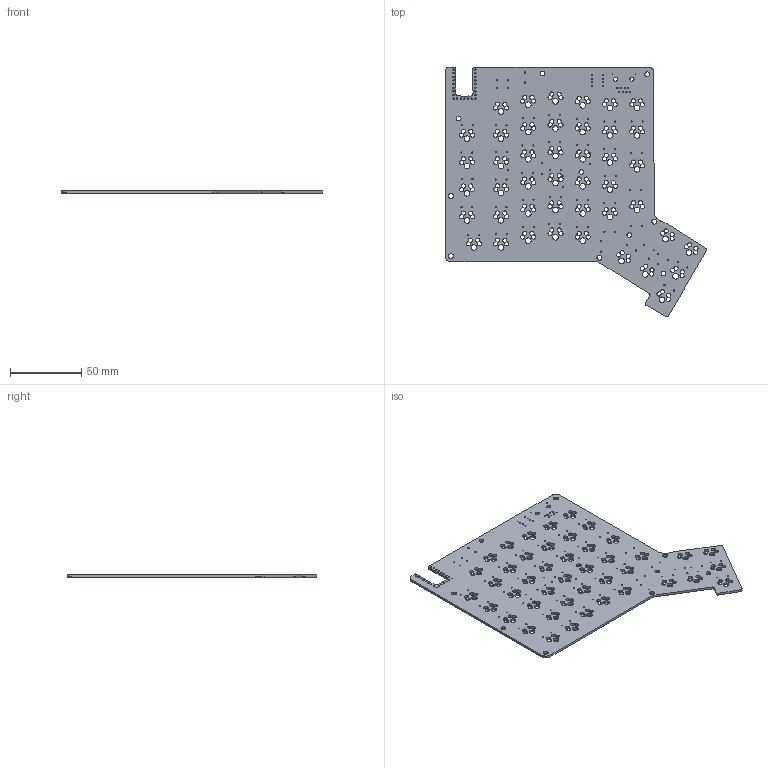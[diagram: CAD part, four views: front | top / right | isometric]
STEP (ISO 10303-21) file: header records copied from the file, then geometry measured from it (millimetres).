
FILE_DESCRIPTION(('KiCad electronic assembly'),'2;1');
FILE_NAME('pcb.step','2023-12-02T10:27:28',('Pcbnew'),('Kicad'), 'Open CASCADE STEP processor 7.7','KiCad to STEP converter','Unknown' );
FILE_SCHEMA(('AUTOMOTIVE_DESIGN { 1 0 10303 214 1 1 1 1 }'));
Length unit declared in the file: millimetre
Products named in the file (2): pcb 1; pcb PCB
Assembly tree (1 placements, depth 2):
  pcb 1
    pcb PCB
Bounding box: 183.2 x 174.84 x 1.6 mm (x, y, z)
Volume: 31616.2 mm3; surface area: 44667.8 mm2
Topology: 1 solids, 1 shells, 730 faces, 2184 edges, 1456 vertices
Faces by surface type: cylinder 541, plane 189
Full cylindrical faces by diameter (mm): 0.8 x100, 0.9 x8, 1 x23, 1.2 x2, 2.9 x2, 3.4 x10, 3.98 x44
Entity records: 57525 total; most frequent: CARTESIAN_POINT 15640, DIRECTION 7608, ORIENTED_EDGE 4368, PCURVE 4368, DEFINITIONAL_REPRESENTATION 4368, LINE 3980, VECTOR 3980, EDGE_CURVE 2184
